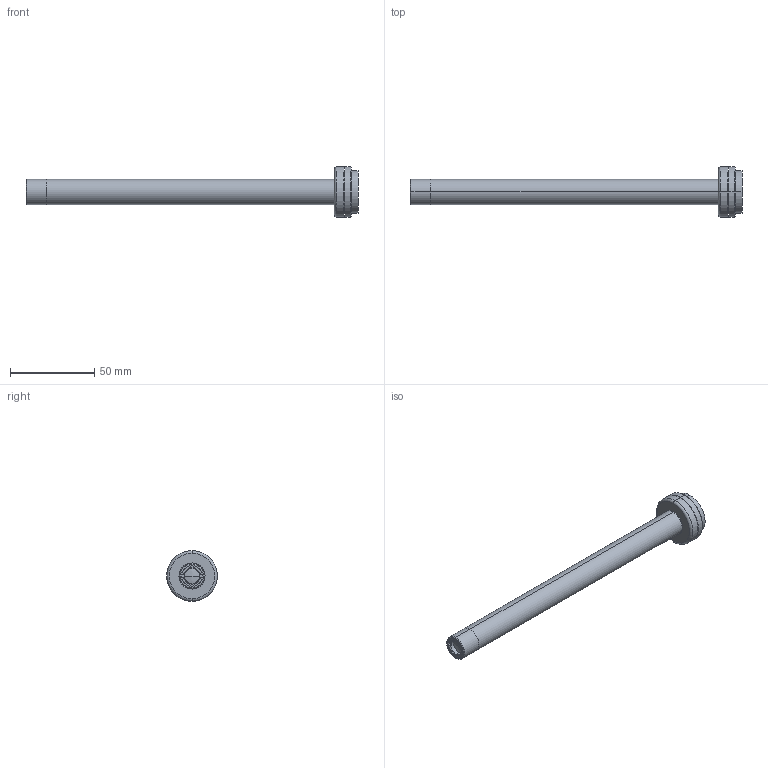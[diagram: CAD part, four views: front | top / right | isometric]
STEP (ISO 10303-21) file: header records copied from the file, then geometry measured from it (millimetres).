
FILE_DESCRIPTION (( 'STEP AP203' ), '1' );
FILE_NAME ('DP32242-A_MC600X.step', '2022-11-17T08:32:30', ( '' ), ( '' ), 'SwSTEP 2.0', 'SolidWorks 2021', '' );
FILE_SCHEMA (( 'CONFIG_CONTROL_DESIGN' ));
Length unit declared in the file: millimetre
Products named in the file (1): DP32242-A_MC600X
Bounding box: 196.83 x 30 x 30 mm (x, y, z)
Surface area: 19110.4 mm2 (no closed solid volume)
Topology: 0 solids, 8 shells, 47 faces, 118 edges, 78 vertices
Faces by surface type: cylinder 18, plane 14, cone 11, sphere 2, torus 2
Entity records: 1501 total; most frequent: DIRECTION 281, CARTESIAN_POINT 256, ORIENTED_EDGE 200, AXIS2_PLACEMENT_3D 119, EDGE_CURVE 118, VERTEX_POINT 78, CIRCLE 71, EDGE_LOOP 53
